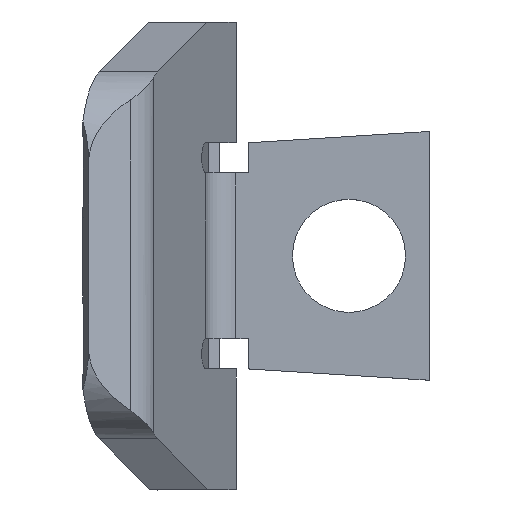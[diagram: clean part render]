
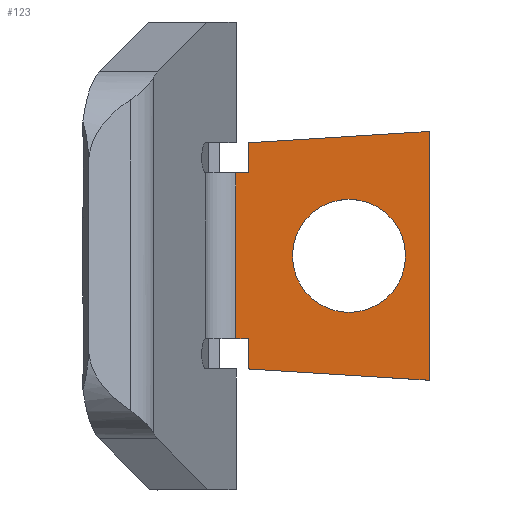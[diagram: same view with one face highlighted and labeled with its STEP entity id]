
A CAD part, top view. The second image highlights one B-rep face of the part: STEP entity #123.
In plain terms, the highlighted planar face has unit normal (0, 0, 1).
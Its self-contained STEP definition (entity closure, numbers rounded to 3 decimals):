
#43=FACE_BOUND('',#327,.T.);
#44=FACE_BOUND('',#328,.T.);
#54=CIRCLE('',#1508,1.5);
#123=ADVANCED_FACE('',(#43,#44),#193,.T.);
#193=PLANE('',#1509);
#327=EDGE_LOOP('',(#556));
#328=EDGE_LOOP('',(#557,#558,#559,#560,#561,#562,#563,#564));
#556=ORIENTED_EDGE('',*,*,#1053,.T.);
#557=ORIENTED_EDGE('',*,*,#1051,.T.);
#558=ORIENTED_EDGE('',*,*,#1054,.F.);
#559=ORIENTED_EDGE('',*,*,#1034,.T.);
#560=ORIENTED_EDGE('',*,*,#1039,.T.);
#561=ORIENTED_EDGE('',*,*,#1041,.T.);
#562=ORIENTED_EDGE('',*,*,#1043,.T.);
#563=ORIENTED_EDGE('',*,*,#1045,.T.);
#564=ORIENTED_EDGE('',*,*,#1047,.T.);
#877=VERTEX_POINT('',#2198);
#878=VERTEX_POINT('',#2200);
#880=VERTEX_POINT('',#2207);
#881=VERTEX_POINT('',#2211);
#882=VERTEX_POINT('',#2215);
#883=VERTEX_POINT('',#2219);
#884=VERTEX_POINT('',#2223);
#886=VERTEX_POINT('',#2230);
#887=VERTEX_POINT('',#2235);
#1034=EDGE_CURVE('',#878,#877,#1213,.T.);
#1039=EDGE_CURVE('',#877,#880,#1217,.T.);
#1041=EDGE_CURVE('',#880,#881,#1219,.T.);
#1043=EDGE_CURVE('',#881,#882,#1221,.T.);
#1045=EDGE_CURVE('',#882,#883,#1223,.T.);
#1047=EDGE_CURVE('',#883,#884,#1225,.T.);
#1051=EDGE_CURVE('',#884,#886,#1228,.T.);
#1053=EDGE_CURVE('',#887,#887,#54,.T.);
#1054=EDGE_CURVE('',#878,#886,#1230,.T.);
#1213=LINE('',#2199,#1381);
#1217=LINE('',#2208,#1385);
#1219=LINE('',#2212,#1387);
#1221=LINE('',#2216,#1389);
#1223=LINE('',#2220,#1391);
#1225=LINE('',#2224,#1393);
#1228=LINE('',#2231,#1396);
#1230=LINE('',#2236,#1398);
#1381=VECTOR('',#1751,1.);
#1385=VECTOR('',#1759,1.);
#1387=VECTOR('',#1763,1.);
#1389=VECTOR('',#1767,1.);
#1391=VECTOR('',#1771,1.);
#1393=VECTOR('',#1775,1.);
#1396=VECTOR('',#1782,1.);
#1398=VECTOR('',#1788,1.);
#1508=AXIS2_PLACEMENT_3D('',#2234,#1786,#1787);
#1509=AXIS2_PLACEMENT_3D('',#2237,#1789,#1790);
#1751=DIRECTION('',(1.,0.,0.));
#1759=DIRECTION('',(0.,-1.,0.));
#1763=DIRECTION('',(0.998,-0.062,0.));
#1767=DIRECTION('',(0.,1.,0.));
#1771=DIRECTION('',(-0.998,-0.062,0.));
#1775=DIRECTION('',(0.,-1.,0.));
#1782=DIRECTION('',(-1.,0.,0.));
#1786=DIRECTION('',(0.,0.,-1.));
#1787=DIRECTION('',(-1.,0.,0.));
#1788=DIRECTION('',(0.,1.,0.));
#1789=DIRECTION('',(0.,0.,1.));
#1790=DIRECTION('',(1.,0.,0.));
#2198=CARTESIAN_POINT('',(0.3,-2.2,0.3));
#2199=CARTESIAN_POINT('',(0.,-2.2,0.3));
#2200=CARTESIAN_POINT('',(-0.023,-2.2,0.3));
#2207=CARTESIAN_POINT('',(0.3,-3.,0.3));
#2208=CARTESIAN_POINT('',(0.3,-2.2,0.3));
#2211=CARTESIAN_POINT('',(5.1,-3.3,0.3));
#2212=CARTESIAN_POINT('',(0.3,-3.,0.3));
#2215=CARTESIAN_POINT('',(5.1,3.3,0.3));
#2216=CARTESIAN_POINT('',(5.1,-3.3,0.3));
#2219=CARTESIAN_POINT('',(0.3,3.,0.3));
#2220=CARTESIAN_POINT('',(5.1,3.3,0.3));
#2223=CARTESIAN_POINT('',(0.3,2.2,0.3));
#2224=CARTESIAN_POINT('',(0.3,3.,0.3));
#2230=CARTESIAN_POINT('',(-0.023,2.2,0.3));
#2231=CARTESIAN_POINT('',(0.3,2.2,0.3));
#2234=CARTESIAN_POINT('',(2.977,0.,0.3));
#2235=CARTESIAN_POINT('',(1.477,0.,0.3));
#2236=CARTESIAN_POINT('',(-0.023,-2.2,0.3));
#2237=CARTESIAN_POINT('',(0.,-2.2,0.3));
